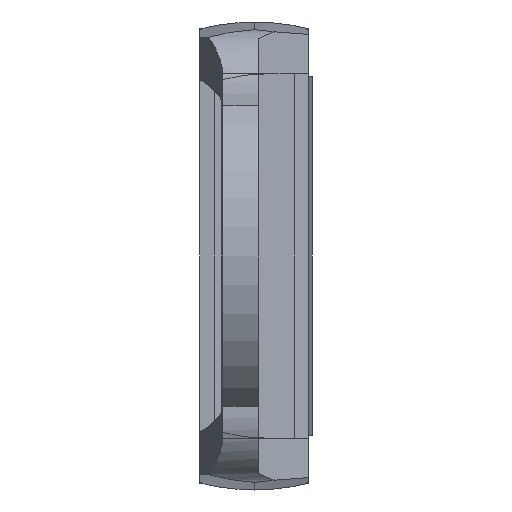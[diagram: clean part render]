
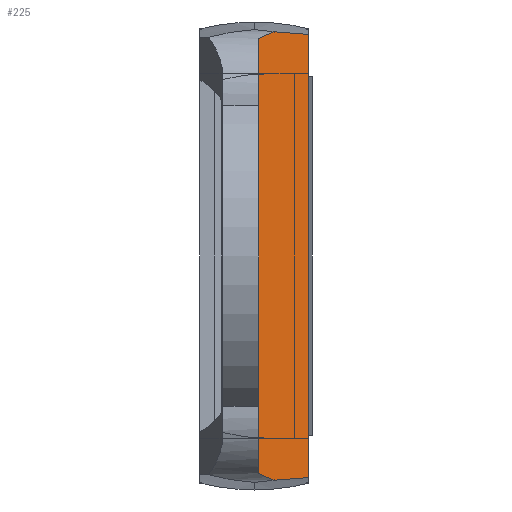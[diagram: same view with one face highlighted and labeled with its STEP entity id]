
A CAD part, left-side view. The second image highlights one B-rep face of the part: STEP entity #225.
In plain terms, the highlighted face is planar.
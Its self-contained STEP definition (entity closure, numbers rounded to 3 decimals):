
#7 = ORIENTED_EDGE ( 'NONE', *, *, #1101, .F. ) ;
#16 = EDGE_CURVE ( 'NONE', #1513, #1005, #1730, .T. ) ;
#25 = DIRECTION ( 'NONE',  ( 1., 0., 0. ) ) ;
#96 = CARTESIAN_POINT ( 'NONE',  ( -15.613, -1.451, -11.099 ) ) ;
#98 = DIRECTION ( 'NONE',  ( 0., -0.707, -0.707 ) ) ;
#186 = VERTEX_POINT ( 'NONE', #1038 ) ;
#225 = ADVANCED_FACE ( 'NONE', ( #481 ), #1422, .T. ) ;
#340 = EDGE_CURVE ( 'NONE', #1857, #1954, #1334, .T. ) ;
#381 = VECTOR ( 'NONE', #25, 1000. ) ;
#386 = CARTESIAN_POINT ( 'NONE',  ( 15.568, -3.018, -9.532 ) ) ;
#395 = CARTESIAN_POINT ( 'NONE',  ( -15.338, -0.662, -11.888 ) ) ;
#437 = CARTESIAN_POINT ( 'NONE',  ( -15.435, -3.8, -8.75 ) ) ;
#447 = CARTESIAN_POINT ( 'NONE',  ( -15.568, -3.018, -9.532 ) ) ;
#457 = LINE ( 'NONE', #473, #1645 ) ;
#463 = CARTESIAN_POINT ( 'NONE',  ( -15.128, -0.3, -12.25 ) ) ;
#473 = CARTESIAN_POINT ( 'NONE',  ( -16.3, -3.8, -8.75 ) ) ;
#481 = FACE_OUTER_BOUND ( 'NONE', #1630, .T. ) ;
#583 = CARTESIAN_POINT ( 'NONE',  ( 15.613, -1.451, -11.099 ) ) ;
#598 = CARTESIAN_POINT ( 'NONE',  ( -15.435, -3.8, -8.75 ) ) ;
#744 = CARTESIAN_POINT ( 'NONE',  ( -15.613, -1.451, -11.099 ) ) ;
#747 = DIRECTION ( 'NONE',  ( 0., 0.707, -0.707 ) ) ;
#787 = CARTESIAN_POINT ( 'NONE',  ( 15.5, -1.048, -11.502 ) ) ;
#817 = AXIS2_PLACEMENT_3D ( 'NONE', #1610, #98, #747 ) ;
#823 = ORIENTED_EDGE ( 'NONE', *, *, #1822, .T. ) ;
#862 = B_SPLINE_CURVE_WITH_KNOTS ( 'NONE', 3,
 ( #1255, #1932, #386, #1062 ),
 .UNSPECIFIED., .F., .F.,
 ( 4, 4 ),
 ( 0.002, 0.005 ),
 .UNSPECIFIED. ) ;
#1005 = VERTEX_POINT ( 'NONE', #1121 ) ;
#1038 = CARTESIAN_POINT ( 'NONE',  ( 15.435, -3.8, -8.75 ) ) ;
#1062 = CARTESIAN_POINT ( 'NONE',  ( 15.435, -3.8, -8.75 ) ) ;
#1101 = EDGE_CURVE ( 'NONE', #1954, #186, #457, .T. ) ;
#1121 = CARTESIAN_POINT ( 'NONE',  ( 15.128, -0.3, -12.25 ) ) ;
#1135 = CARTESIAN_POINT ( 'NONE',  ( 15.613, -1.451, -11.099 ) ) ;
#1159 = DIRECTION ( 'NONE',  ( 1., 0., 0. ) ) ;
#1164 = ORIENTED_EDGE ( 'NONE', *, *, #16, .T. ) ;
#1255 = CARTESIAN_POINT ( 'NONE',  ( 15.613, -1.451, -11.099 ) ) ;
#1301 =( BOUNDED_CURVE ( )  B_SPLINE_CURVE ( 3, ( #744, #1407, #395, #1907 ),
 .UNSPECIFIED., .F., .T. ) 
 B_SPLINE_CURVE_WITH_KNOTS ( ( 4, 4 ),
 ( 4.986, 5.236 ),
 .UNSPECIFIED. ) 
 CURVE ( )  GEOMETRIC_REPRESENTATION_ITEM ( )  RATIONAL_B_SPLINE_CURVE ( ( 1., 0.995, 0.995, 1. ) ) 
 REPRESENTATION_ITEM ( '' )  );
#1334 = B_SPLINE_CURVE_WITH_KNOTS ( 'NONE', 3,
 ( #1582, #1934, #447, #437 ),
 .UNSPECIFIED., .F., .F.,
 ( 4, 4 ),
 ( 0.002, 0.005 ),
 .UNSPECIFIED. ) ;
#1361 = CARTESIAN_POINT ( 'NONE',  ( -16.3, -0.3, -12.25 ) ) ;
#1407 = CARTESIAN_POINT ( 'NONE',  ( -15.5, -1.048, -11.502 ) ) ;
#1422 = PLANE ( 'NONE',  #817 ) ;
#1483 = CARTESIAN_POINT ( 'NONE',  ( 15.338, -0.662, -11.888 ) ) ;
#1513 = VERTEX_POINT ( 'NONE', #463 ) ;
#1541 = ORIENTED_EDGE ( 'NONE', *, *, #340, .F. ) ;
#1582 = CARTESIAN_POINT ( 'NONE',  ( -15.613, -1.451, -11.099 ) ) ;
#1610 = CARTESIAN_POINT ( 'NONE',  ( -16.3, -0.3, -12.25 ) ) ;
#1630 = EDGE_LOOP ( 'NONE', ( #823, #7, #1541, #1705, #1164, #2133 ) ) ;
#1645 = VECTOR ( 'NONE', #1159, 1000. ) ;
#1705 = ORIENTED_EDGE ( 'NONE', *, *, #1763, .T. ) ;
#1730 = LINE ( 'NONE', #1361, #381 ) ;
#1763 = EDGE_CURVE ( 'NONE', #1857, #1513, #1301, .T. ) ;
#1822 = EDGE_CURVE ( 'NONE', #1864, #186, #862, .T. ) ;
#1857 = VERTEX_POINT ( 'NONE', #96 ) ;
#1864 = VERTEX_POINT ( 'NONE', #583 ) ;
#1907 = CARTESIAN_POINT ( 'NONE',  ( -15.128, -0.3, -12.25 ) ) ;
#1932 = CARTESIAN_POINT ( 'NONE',  ( 15.625, -2.235, -10.315 ) ) ;
#1934 = CARTESIAN_POINT ( 'NONE',  ( -15.625, -2.235, -10.315 ) ) ;
#1954 = VERTEX_POINT ( 'NONE', #598 ) ;
#1965 =( BOUNDED_CURVE ( )  B_SPLINE_CURVE ( 3, ( #2147, #1483, #787, #1135 ),
 .UNSPECIFIED., .F., .F. ) 
 B_SPLINE_CURVE_WITH_KNOTS ( ( 4, 4 ),
 ( 1.047, 1.298 ),
 .UNSPECIFIED. ) 
 CURVE ( )  GEOMETRIC_REPRESENTATION_ITEM ( )  RATIONAL_B_SPLINE_CURVE ( ( 1., 0.995, 0.995, 1. ) ) 
 REPRESENTATION_ITEM ( '' )  );
#2020 = EDGE_CURVE ( 'NONE', #1005, #1864, #1965, .T. ) ;
#2133 = ORIENTED_EDGE ( 'NONE', *, *, #2020, .T. ) ;
#2147 = CARTESIAN_POINT ( 'NONE',  ( 15.128, -0.3, -12.25 ) ) ;
